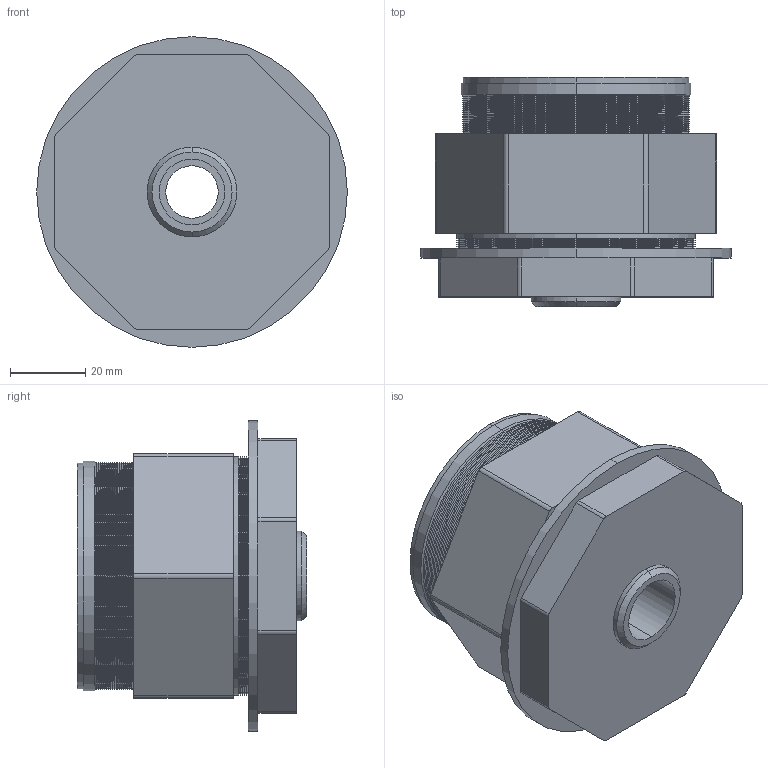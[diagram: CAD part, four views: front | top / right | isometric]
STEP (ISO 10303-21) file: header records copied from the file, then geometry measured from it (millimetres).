
FILE_DESCRIPTION (( 'STEP AP203' ), '1' );
FILE_NAME ('ST48AA-BK.STEP', '2010-05-20T05:22:39', ( 'Owner' ), ( '' ), 'SwSTEP 2.0', 'SolidWorks 2008', '' );
FILE_SCHEMA (( 'CONFIG_CONTROL_DESIGN' ));
Length unit declared in the file: inch
Products named in the file (1): ST48AA-BK
Bounding box: 82.55 x 60.96 x 82.55 mm (x, y, z)
Volume: 114352.6 mm3; surface area: 37064.8 mm2
Topology: 2 solids, 2 shells, 156 faces, 336 edges, 190 vertices
Faces by surface type: cone 104, cylinder 28, plane 24
Entity records: 4251 total; most frequent: DIRECTION 812, CARTESIAN_POINT 683, ORIENTED_EDGE 672, EDGE_CURVE 336, AXIS2_PLACEMENT_3D 319, VERTEX_POINT 190, VECTOR 174, LINE 174
